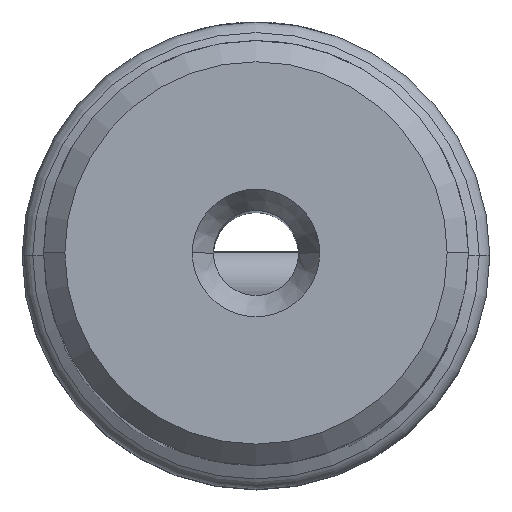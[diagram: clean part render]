
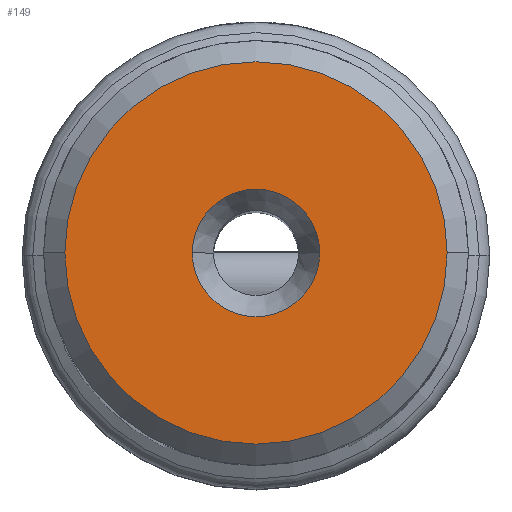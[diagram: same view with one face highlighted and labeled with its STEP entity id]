
A CAD part, top view. The second image highlights one B-rep face of the part: STEP entity #149.
In plain terms, the highlighted planar face has unit normal (0, 0, 1).
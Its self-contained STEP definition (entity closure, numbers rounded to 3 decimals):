
#41=PLANE('',#1819);
#76=FACE_BOUND('',#383,.T.);
#77=FACE_BOUND('',#384,.T.);
#149=ADVANCED_FACE('',(#76,#77),#41,.F.);
#383=EDGE_LOOP('',(#804,#805));
#384=EDGE_LOOP('',(#806,#807));
#486=CIRCLE('',#1749,3.);
#487=CIRCLE('',#1751,8.993);
#527=CIRCLE('',#1816,8.993);
#528=CIRCLE('',#1818,3.);
#804=ORIENTED_EDGE('',*,*,#1292,.F.);
#805=ORIENTED_EDGE('',*,*,#1397,.F.);
#806=ORIENTED_EDGE('',*,*,#1290,.T.);
#807=ORIENTED_EDGE('',*,*,#1398,.T.);
#1121=VERTEX_POINT('',#2681);
#1122=VERTEX_POINT('',#2683);
#1123=VERTEX_POINT('',#2687);
#1124=VERTEX_POINT('',#2688);
#1290=EDGE_CURVE('',#1122,#1121,#486,.T.);
#1292=EDGE_CURVE('',#1123,#1124,#487,.T.);
#1397=EDGE_CURVE('',#1124,#1123,#527,.T.);
#1398=EDGE_CURVE('',#1121,#1122,#528,.T.);
#1749=AXIS2_PLACEMENT_3D('',#2682,#2022,#2023);
#1751=AXIS2_PLACEMENT_3D('',#2686,#2027,#2028);
#1816=AXIS2_PLACEMENT_3D('',#3100,#2201,#2202);
#1818=AXIS2_PLACEMENT_3D('',#3102,#2205,#2206);
#1819=AXIS2_PLACEMENT_3D('',#3103,#2207,#2208);
#2022=DIRECTION('',(0.,0.,-1.));
#2023=DIRECTION('',(-1.,0.,0.));
#2027=DIRECTION('',(0.,0.,-1.));
#2028=DIRECTION('',(-1.,0.,0.));
#2201=DIRECTION('',(0.,0.,-1.));
#2202=DIRECTION('',(-1.,0.,0.));
#2205=DIRECTION('',(0.,0.,-1.));
#2206=DIRECTION('',(-1.,0.,0.));
#2207=DIRECTION('',(0.,0.,-1.));
#2208=DIRECTION('',(1.,0.,0.));
#2681=CARTESIAN_POINT('',(-3.,0.,0.));
#2682=CARTESIAN_POINT('',(0.,0.,0.));
#2683=CARTESIAN_POINT('',(3.,0.,0.));
#2686=CARTESIAN_POINT('',(0.,0.,0.));
#2687=CARTESIAN_POINT('',(-8.993,0.,0.));
#2688=CARTESIAN_POINT('',(8.993,0.,0.));
#3100=CARTESIAN_POINT('',(0.,0.,0.));
#3102=CARTESIAN_POINT('',(0.,0.,0.));
#3103=CARTESIAN_POINT('',(0.,3.,0.));
